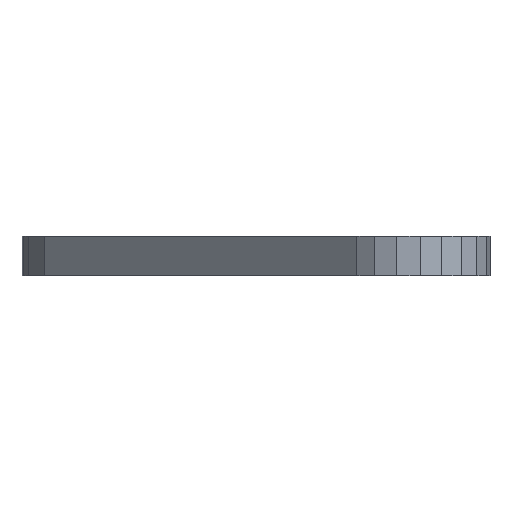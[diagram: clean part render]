
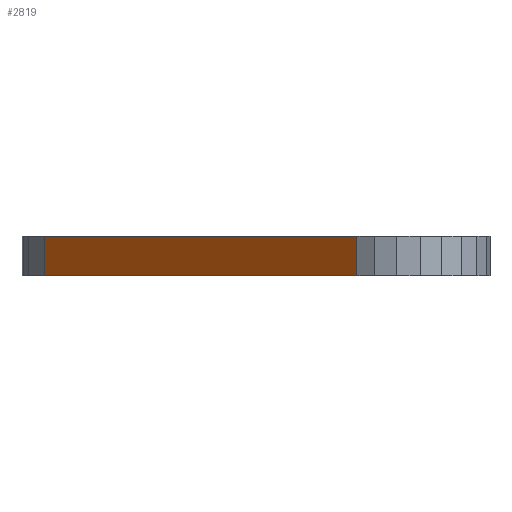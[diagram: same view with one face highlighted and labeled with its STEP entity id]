
A CAD part, left-side view. The second image highlights one B-rep face of the part: STEP entity #2819.
In plain terms, the highlighted planar face has unit normal (-0.707, 0.707, 0).
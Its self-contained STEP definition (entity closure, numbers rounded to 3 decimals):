
#72 = PLANE('',#73);
#73 = AXIS2_PLACEMENT_3D('',#74,#75,#76);
#74 = CARTESIAN_POINT('',(25.,10.648,2.5));
#75 = DIRECTION('',(0.,0.,1.));
#76 = DIRECTION('',(1.,0.,-0.));
#126 = PLANE('',#127);
#127 = AXIS2_PLACEMENT_3D('',#128,#129,#130);
#128 = CARTESIAN_POINT('',(25.,10.648,0.));
#129 = DIRECTION('',(0.,0.,1.));
#130 = DIRECTION('',(1.,0.,-0.));
#375 = VERTEX_POINT('',#376);
#376 = CARTESIAN_POINT('',(21.464,28.536,0.));
#390 = PLANE('',#391);
#391 = AXIS2_PLACEMENT_3D('',#392,#393,#394);
#392 = CARTESIAN_POINT('',(23.014,29.589,0.));
#393 = DIRECTION('',(0.562,-0.827,0.));
#394 = DIRECTION('',(-0.827,-0.562,0.));
#402 = EDGE_CURVE('',#375,#403,#405,.T.);
#403 = VERTEX_POINT('',#404);
#404 = CARTESIAN_POINT('',(1.464,8.536,0.));
#405 = SURFACE_CURVE('',#406,(#410,#417),.PCURVE_S1.);
#406 = LINE('',#407,#408);
#407 = CARTESIAN_POINT('',(21.464,28.536,0.));
#408 = VECTOR('',#409,1.);
#409 = DIRECTION('',(-0.707,-0.707,0.));
#410 = PCURVE('',#126,#411);
#411 = DEFINITIONAL_REPRESENTATION('',(#412),#416);
#412 = LINE('',#413,#414);
#413 = CARTESIAN_POINT('',(-3.536,17.888));
#414 = VECTOR('',#415,1.);
#415 = DIRECTION('',(-0.707,-0.707));
#416 = ( GEOMETRIC_REPRESENTATION_CONTEXT(2) 
PARAMETRIC_REPRESENTATION_CONTEXT() REPRESENTATION_CONTEXT('2D SPACE',''
  ) );
#417 = PCURVE('',#418,#423);
#418 = PLANE('',#419);
#419 = AXIS2_PLACEMENT_3D('',#420,#421,#422);
#420 = CARTESIAN_POINT('',(21.464,28.536,0.));
#421 = DIRECTION('',(0.707,-0.707,0.));
#422 = DIRECTION('',(-0.707,-0.707,0.));
#423 = DEFINITIONAL_REPRESENTATION('',(#424),#428);
#424 = LINE('',#425,#426);
#425 = CARTESIAN_POINT('',(0.,0.));
#426 = VECTOR('',#427,1.);
#427 = DIRECTION('',(1.,0.));
#428 = ( GEOMETRIC_REPRESENTATION_CONTEXT(2) 
PARAMETRIC_REPRESENTATION_CONTEXT() REPRESENTATION_CONTEXT('2D SPACE',''
  ) );
#446 = PLANE('',#447);
#447 = AXIS2_PLACEMENT_3D('',#448,#449,#450);
#448 = CARTESIAN_POINT('',(1.464,8.536,0.));
#449 = DIRECTION('',(0.801,-0.598,0.));
#450 = DIRECTION('',(-0.598,-0.801,0.));
#1592 = VERTEX_POINT('',#1593);
#1593 = CARTESIAN_POINT('',(21.464,28.536,2.5));
#1614 = EDGE_CURVE('',#1592,#1615,#1617,.T.);
#1615 = VERTEX_POINT('',#1616);
#1616 = CARTESIAN_POINT('',(1.464,8.536,2.5));
#1617 = SURFACE_CURVE('',#1618,(#1622,#1629),.PCURVE_S1.);
#1618 = LINE('',#1619,#1620);
#1619 = CARTESIAN_POINT('',(21.464,28.536,2.5));
#1620 = VECTOR('',#1621,1.);
#1621 = DIRECTION('',(-0.707,-0.707,0.));
#1622 = PCURVE('',#72,#1623);
#1623 = DEFINITIONAL_REPRESENTATION('',(#1624),#1628);
#1624 = LINE('',#1625,#1626);
#1625 = CARTESIAN_POINT('',(-3.536,17.888));
#1626 = VECTOR('',#1627,1.);
#1627 = DIRECTION('',(-0.707,-0.707));
#1628 = ( GEOMETRIC_REPRESENTATION_CONTEXT(2) 
PARAMETRIC_REPRESENTATION_CONTEXT() REPRESENTATION_CONTEXT('2D SPACE',''
  ) );
#1629 = PCURVE('',#418,#1630);
#1630 = DEFINITIONAL_REPRESENTATION('',(#1631),#1635);
#1631 = LINE('',#1632,#1633);
#1632 = CARTESIAN_POINT('',(0.,-2.5));
#1633 = VECTOR('',#1634,1.);
#1634 = DIRECTION('',(1.,0.));
#1635 = ( GEOMETRIC_REPRESENTATION_CONTEXT(2) 
PARAMETRIC_REPRESENTATION_CONTEXT() REPRESENTATION_CONTEXT('2D SPACE',''
  ) );
#2771 = EDGE_CURVE('',#375,#1592,#2772,.T.);
#2772 = SURFACE_CURVE('',#2773,(#2777,#2784),.PCURVE_S1.);
#2773 = LINE('',#2774,#2775);
#2774 = CARTESIAN_POINT('',(21.464,28.536,0.));
#2775 = VECTOR('',#2776,1.);
#2776 = DIRECTION('',(0.,0.,1.));
#2777 = PCURVE('',#390,#2778);
#2778 = DEFINITIONAL_REPRESENTATION('',(#2779),#2783);
#2779 = LINE('',#2780,#2781);
#2780 = CARTESIAN_POINT('',(1.874,0.));
#2781 = VECTOR('',#2782,1.);
#2782 = DIRECTION('',(0.,-1.));
#2783 = ( GEOMETRIC_REPRESENTATION_CONTEXT(2) 
PARAMETRIC_REPRESENTATION_CONTEXT() REPRESENTATION_CONTEXT('2D SPACE',''
  ) );
#2784 = PCURVE('',#418,#2785);
#2785 = DEFINITIONAL_REPRESENTATION('',(#2786),#2790);
#2786 = LINE('',#2787,#2788);
#2787 = CARTESIAN_POINT('',(0.,0.));
#2788 = VECTOR('',#2789,1.);
#2789 = DIRECTION('',(0.,-1.));
#2790 = ( GEOMETRIC_REPRESENTATION_CONTEXT(2) 
PARAMETRIC_REPRESENTATION_CONTEXT() REPRESENTATION_CONTEXT('2D SPACE',''
  ) );
#2819 = ADVANCED_FACE('',(#2820),#418,.F.);
#2820 = FACE_BOUND('',#2821,.F.);
#2821 = EDGE_LOOP('',(#2822,#2823,#2824,#2845));
#2822 = ORIENTED_EDGE('',*,*,#2771,.T.);
#2823 = ORIENTED_EDGE('',*,*,#1614,.T.);
#2824 = ORIENTED_EDGE('',*,*,#2825,.F.);
#2825 = EDGE_CURVE('',#403,#1615,#2826,.T.);
#2826 = SURFACE_CURVE('',#2827,(#2831,#2838),.PCURVE_S1.);
#2827 = LINE('',#2828,#2829);
#2828 = CARTESIAN_POINT('',(1.464,8.536,0.));
#2829 = VECTOR('',#2830,1.);
#2830 = DIRECTION('',(0.,0.,1.));
#2831 = PCURVE('',#418,#2832);
#2832 = DEFINITIONAL_REPRESENTATION('',(#2833),#2837);
#2833 = LINE('',#2834,#2835);
#2834 = CARTESIAN_POINT('',(28.284,0.));
#2835 = VECTOR('',#2836,1.);
#2836 = DIRECTION('',(0.,-1.));
#2837 = ( GEOMETRIC_REPRESENTATION_CONTEXT(2) 
PARAMETRIC_REPRESENTATION_CONTEXT() REPRESENTATION_CONTEXT('2D SPACE',''
  ) );
#2838 = PCURVE('',#446,#2839);
#2839 = DEFINITIONAL_REPRESENTATION('',(#2840),#2844);
#2840 = LINE('',#2841,#2842);
#2841 = CARTESIAN_POINT('',(0.,0.));
#2842 = VECTOR('',#2843,1.);
#2843 = DIRECTION('',(0.,-1.));
#2844 = ( GEOMETRIC_REPRESENTATION_CONTEXT(2) 
PARAMETRIC_REPRESENTATION_CONTEXT() REPRESENTATION_CONTEXT('2D SPACE',''
  ) );
#2845 = ORIENTED_EDGE('',*,*,#402,.F.);
